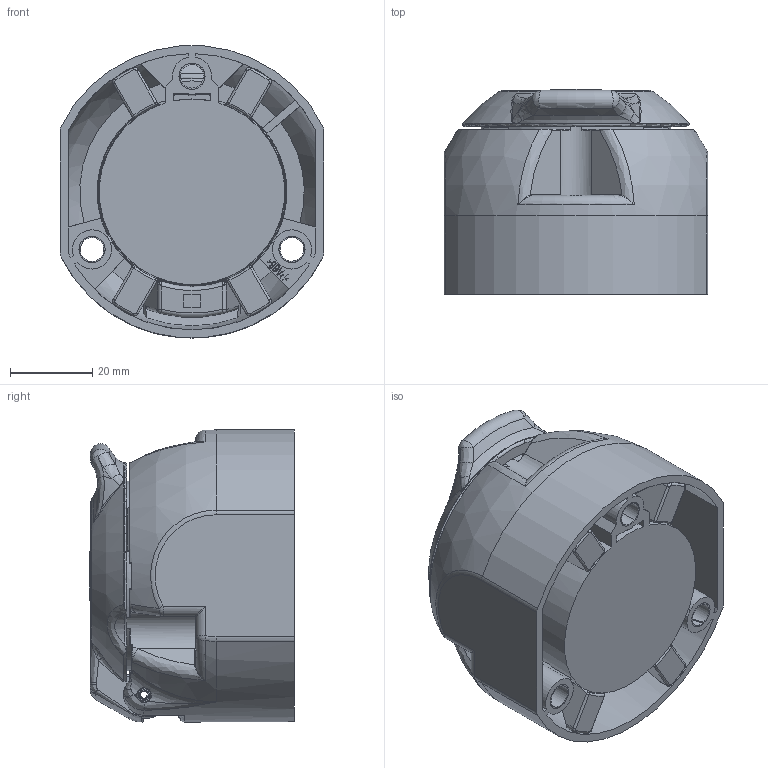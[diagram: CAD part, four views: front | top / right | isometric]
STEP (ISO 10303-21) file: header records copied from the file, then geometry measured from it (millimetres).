
FILE_DESCRIPTION((''),'2;1');
FILE_NAME('121004_SW0001','2021-05-03T15:52:25',('teru'),(''),'CREO PARAMETRIC BY PTC INC, 2017380','CREO PARAMETRIC BY PTC INC, 2017380','');
FILE_SCHEMA(('CONFIG_CONTROL_DESIGN'));
Length unit declared in the file: millimetre
Products named in the file (1): 121004_SW0001
Bounding box: 64 x 49.91 x 70.87 mm (x, y, z)
Volume: 110167.7 mm3; surface area: 43234.4 mm2
Topology: 1 solids, 1 shells, 1097 faces, 2935 edges, 1838 vertices
Faces by surface type: plane 466, cylinder 237, bspline 158, torus 133, cone 67, sphere 36
Entity records: 43409 total; most frequent: CARTESIAN_POINT 16991, ORIENTED_EDGE 5858, DIRECTION 5195, EDGE_CURVE 2929, AXIS2_PLACEMENT_3D 1893, VERTEX_POINT 1838, VECTOR 1409, LINE 1409
